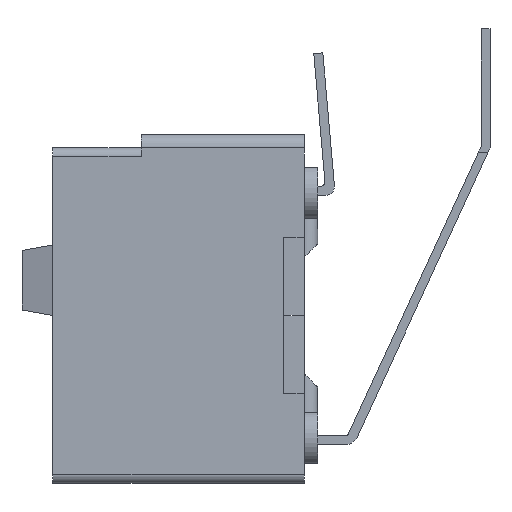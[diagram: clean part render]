
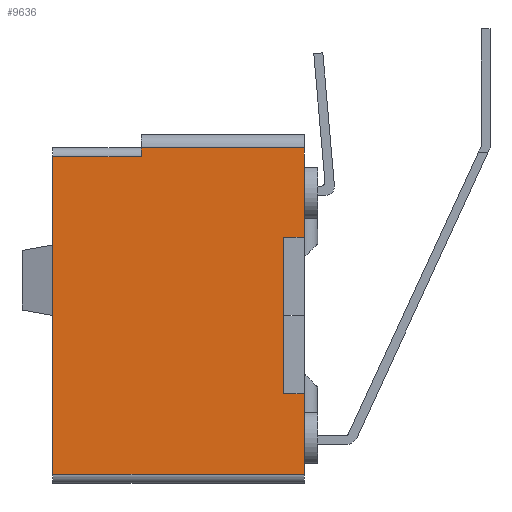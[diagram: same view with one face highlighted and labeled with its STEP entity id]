
A CAD part, left-side view. The second image highlights one B-rep face of the part: STEP entity #9636.
In plain terms, the highlighted planar face has unit normal (-1, 0, 0).
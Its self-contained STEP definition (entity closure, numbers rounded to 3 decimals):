
#7551 = VERTEX_POINT('',#7552);
#7552 = CARTESIAN_POINT('',(0.,-0.25,0.));
#7559 = EDGE_CURVE('',#7551,#7560,#7562,.T.);
#7560 = VERTEX_POINT('',#7561);
#7561 = CARTESIAN_POINT('',(0.,-9.402,0.));
#7562 = LINE('',#7563,#7564);
#7563 = CARTESIAN_POINT('',(0.,-0.25,0.));
#7564 = VECTOR('',#7565,1.);
#7565 = DIRECTION('',(0.,-1.,0.));
#9130 = VERTEX_POINT('',#9131);
#9131 = CARTESIAN_POINT('',(0.,-9.652,-7.239));
#9138 = EDGE_CURVE('',#9139,#9130,#9141,.T.);
#9139 = VERTEX_POINT('',#9140);
#9140 = CARTESIAN_POINT('',(0.,-8.357,-7.239));
#9141 = LINE('',#9142,#9143);
#9142 = CARTESIAN_POINT('',(0.,-0.25,-7.239));
#9143 = VECTOR('',#9144,1.);
#9144 = DIRECTION('',(0.,-1.,0.));
#9226 = EDGE_CURVE('',#9227,#9139,#9229,.T.);
#9227 = VERTEX_POINT('',#9228);
#9228 = CARTESIAN_POINT('',(0.,-7.076,-7.239));
#9229 = LINE('',#9230,#9231);
#9230 = CARTESIAN_POINT('',(0.,-0.25,-7.239));
#9231 = VECTOR('',#9232,1.);
#9232 = DIRECTION('',(0.,-1.,0.));
#9321 = VERTEX_POINT('',#9322);
#9322 = CARTESIAN_POINT('',(0.,-1.295,-7.239));
#9329 = EDGE_CURVE('',#9330,#9321,#9332,.T.);
#9330 = VERTEX_POINT('',#9331);
#9331 = CARTESIAN_POINT('',(0.,-0.25,-7.239));
#9332 = LINE('',#9333,#9334);
#9333 = CARTESIAN_POINT('',(0.,-0.25,-7.239));
#9334 = VECTOR('',#9335,1.);
#9335 = DIRECTION('',(0.,-1.,0.));
#9434 = VERTEX_POINT('',#9435);
#9435 = CARTESIAN_POINT('',(0.,-2.576,-7.239));
#9441 = EDGE_CURVE('',#9321,#9434,#9442,.T.);
#9442 = LINE('',#9443,#9444);
#9443 = CARTESIAN_POINT('',(0.,-0.25,-7.239));
#9444 = VECTOR('',#9445,1.);
#9445 = DIRECTION('',(0.,-1.,0.));
#9616 = VERTEX_POINT('',#9617);
#9617 = CARTESIAN_POINT('',(0.,-9.402,-2.54));
#9626 = EDGE_CURVE('',#9616,#7560,#9627,.T.);
#9627 = LINE('',#9628,#9629);
#9628 = CARTESIAN_POINT('',(0.,-9.402,-7.239));
#9629 = VECTOR('',#9630,1.);
#9630 = DIRECTION('',(0.,0.,1.));
#9636 = ADVANCED_FACE('',(#9637),#9687,.T.);
#9637 = FACE_BOUND('',#9638,.T.);
#9638 = EDGE_LOOP('',(#9639,#9647,#9655,#9661,#9662,#9663,#9671,#9677,
    #9678,#9679,#9685,#9686));
#9639 = ORIENTED_EDGE('',*,*,#9640,.F.);
#9640 = EDGE_CURVE('',#9641,#9434,#9643,.T.);
#9641 = VERTEX_POINT('',#9642);
#9642 = CARTESIAN_POINT('',(0.,-2.576,-6.639));
#9643 = LINE('',#9644,#9645);
#9644 = CARTESIAN_POINT('',(0.,-2.576,-6.639));
#9645 = VECTOR('',#9646,1.);
#9646 = DIRECTION('',(-0.,-0.,-1.));
#9647 = ORIENTED_EDGE('',*,*,#9648,.F.);
#9648 = EDGE_CURVE('',#9649,#9641,#9651,.T.);
#9649 = VERTEX_POINT('',#9650);
#9650 = CARTESIAN_POINT('',(0.,-7.076,-6.639));
#9651 = LINE('',#9652,#9653);
#9652 = CARTESIAN_POINT('',(0.,-2.576,-6.639));
#9653 = VECTOR('',#9654,1.);
#9654 = DIRECTION('',(0.,1.,-0.));
#9655 = ORIENTED_EDGE('',*,*,#9656,.T.);
#9656 = EDGE_CURVE('',#9649,#9227,#9657,.T.);
#9657 = LINE('',#9658,#9659);
#9658 = CARTESIAN_POINT('',(0.,-7.076,-6.639));
#9659 = VECTOR('',#9660,1.);
#9660 = DIRECTION('',(-0.,-0.,-1.));
#9661 = ORIENTED_EDGE('',*,*,#9226,.T.);
#9662 = ORIENTED_EDGE('',*,*,#9138,.T.);
#9663 = ORIENTED_EDGE('',*,*,#9664,.F.);
#9664 = EDGE_CURVE('',#9665,#9130,#9667,.T.);
#9665 = VERTEX_POINT('',#9666);
#9666 = CARTESIAN_POINT('',(0.,-9.652,-2.54));
#9667 = LINE('',#9668,#9669);
#9668 = CARTESIAN_POINT('',(0.,-9.652,-2.54));
#9669 = VECTOR('',#9670,1.);
#9670 = DIRECTION('',(0.,0.,-1.));
#9671 = ORIENTED_EDGE('',*,*,#9672,.T.);
#9672 = EDGE_CURVE('',#9665,#9616,#9673,.T.);
#9673 = LINE('',#9674,#9675);
#9674 = CARTESIAN_POINT('',(0.,-9.402,-2.54));
#9675 = VECTOR('',#9676,1.);
#9676 = DIRECTION('',(-0.,1.,-0.));
#9677 = ORIENTED_EDGE('',*,*,#9626,.T.);
#9678 = ORIENTED_EDGE('',*,*,#7559,.F.);
#9679 = ORIENTED_EDGE('',*,*,#9680,.F.);
#9680 = EDGE_CURVE('',#9330,#7551,#9681,.T.);
#9681 = LINE('',#9682,#9683);
#9682 = CARTESIAN_POINT('',(0.,-0.25,-7.239));
#9683 = VECTOR('',#9684,1.);
#9684 = DIRECTION('',(0.,0.,1.));
#9685 = ORIENTED_EDGE('',*,*,#9329,.T.);
#9686 = ORIENTED_EDGE('',*,*,#9441,.T.);
#9687 = PLANE('',#9688);
#9688 = AXIS2_PLACEMENT_3D('',#9689,#9690,#9691);
#9689 = CARTESIAN_POINT('',(0.,-0.25,-7.239));
#9690 = DIRECTION('',(-1.,0.,0.));
#9691 = DIRECTION('',(0.,-1.,0.));
